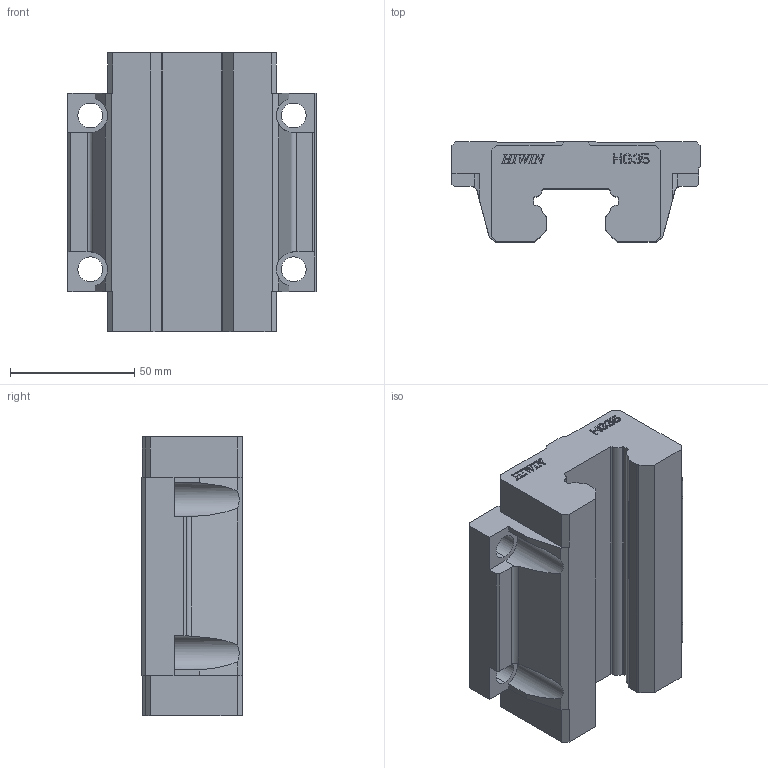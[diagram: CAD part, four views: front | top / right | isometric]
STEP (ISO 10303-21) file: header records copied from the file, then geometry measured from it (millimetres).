
FILE_DESCRIPTION (( 'STEP AP203' ), '1' );
FILE_NAME ('HGW35CC.STEP', '2007-01-11T14:38:40', ( 'HIWIN GmbH' ), ( '77654 Offenburg' ), 'SwSTEP 2.0', 'SolidWorks 2006104', '' );
FILE_SCHEMA (( 'CONFIG_CONTROL_DESIGN' ));
Length unit declared in the file: millimetre
Products named in the file (1): HGW35CC
Bounding box: 100 x 40.5 x 112.7 mm (x, y, z)
Volume: 283295.7 mm3; surface area: 40912.2 mm2
Topology: 1 solids, 1 shells, 397 faces, 1158 edges, 772 vertices
Faces by surface type: plane 315, bspline 60, cylinder 22
Entity records: 14257 total; most frequent: CARTESIAN_POINT 4064, ORIENTED_EDGE 2316, DIRECTION 1738, EDGE_CURVE 1158, LINE 982, VECTOR 982, VERTEX_POINT 772, EDGE_LOOP 414
